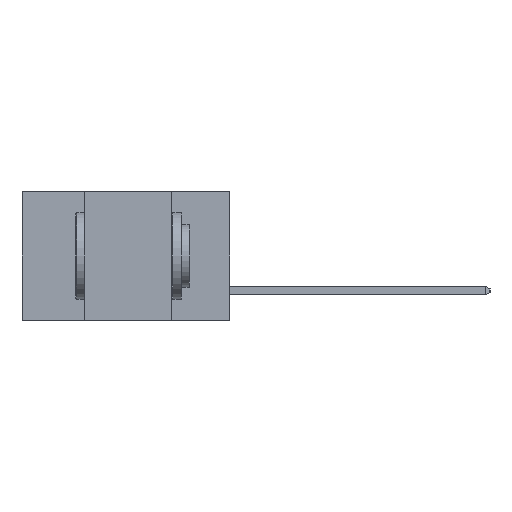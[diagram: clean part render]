
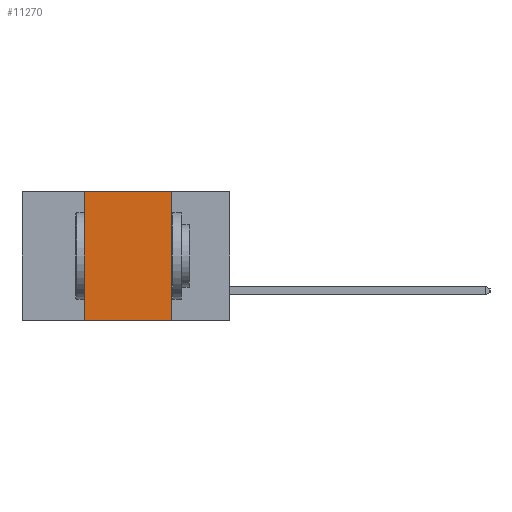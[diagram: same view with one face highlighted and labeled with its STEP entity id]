
A CAD part, left-side view. The second image highlights one B-rep face of the part: STEP entity #11270.
In plain terms, the highlighted planar face has unit normal (-1, 0, 0).
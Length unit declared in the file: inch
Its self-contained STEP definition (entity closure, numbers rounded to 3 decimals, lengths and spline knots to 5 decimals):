
#160 = ORIENTED_EDGE ( 'NONE', *, *, #4220, .F. ) ;
#562 = LINE ( 'NONE', #18291, #7929 ) ;
#1194 = DIRECTION ( 'NONE',  ( 0., 0., -1. ) ) ;
#1200 = DIRECTION ( 'NONE',  ( 1., 0., 0. ) ) ;
#1206 = VERTEX_POINT ( 'NONE', #9417 ) ;
#1234 = CARTESIAN_POINT ( 'NONE',  ( 0., 0.6, 0. ) ) ;
#1240 = PLANE ( 'NONE',  #7986 ) ;
#2081 = ORIENTED_EDGE ( 'NONE', *, *, #9513, .T. ) ;
#2654 = CARTESIAN_POINT ( 'NONE',  ( 0., 0.17, -0.37 ) ) ;
#2770 = VECTOR ( 'NONE', #5923, 39.37008 ) ;
#4185 = DIRECTION ( 'NONE',  ( 0., 0., -1. ) ) ;
#4220 = EDGE_CURVE ( 'NONE', #9057, #1206, #15263, .T. ) ;
#5923 = DIRECTION ( 'NONE',  ( 0., -1., 0. ) ) ;
#6967 = FACE_OUTER_BOUND ( 'NONE', #16298, .T. ) ;
#7200 = VERTEX_POINT ( 'NONE', #15146 ) ;
#7929 = VECTOR ( 'NONE', #17972, 39.37008 ) ;
#7986 = AXIS2_PLACEMENT_3D ( 'NONE', #1234, #1200, #1194 ) ;
#9057 = VERTEX_POINT ( 'NONE', #10896 ) ;
#9417 = CARTESIAN_POINT ( 'NONE',  ( 0., 0.42, 0. ) ) ;
#9513 = EDGE_CURVE ( 'NONE', #9057, #14156, #562, .T. ) ;
#10896 = CARTESIAN_POINT ( 'NONE',  ( 0., 0.42, -0.37 ) ) ;
#11055 = VECTOR ( 'NONE', #4185, 39.37008 ) ;
#11270 = ADVANCED_FACE ( 'NONE', ( #6967 ), #1240, .F. ) ;
#12371 = ORIENTED_EDGE ( 'NONE', *, *, #16096, .F. ) ;
#14073 = LINE ( 'NONE', #14380, #2770 ) ;
#14156 = VERTEX_POINT ( 'NONE', #2654 ) ;
#14344 = ORIENTED_EDGE ( 'NONE', *, *, #15538, .F. ) ;
#14380 = CARTESIAN_POINT ( 'NONE',  ( 0., 0.6, 0. ) ) ;
#15146 = CARTESIAN_POINT ( 'NONE',  ( 0., 0.17, 0. ) ) ;
#15263 = LINE ( 'NONE', #17829, #15690 ) ;
#15538 = EDGE_CURVE ( 'NONE', #1206, #7200, #14073, .T. ) ;
#15690 = VECTOR ( 'NONE', #18029, 39.37008 ) ;
#16096 = EDGE_CURVE ( 'NONE', #7200, #14156, #18194, .T. ) ;
#16298 = EDGE_LOOP ( 'NONE', ( #12371, #14344, #160, #2081 ) ) ;
#17829 = CARTESIAN_POINT ( 'NONE',  ( 0., 0.42, -0.37 ) ) ;
#17972 = DIRECTION ( 'NONE',  ( 0., -1., 0. ) ) ;
#18029 = DIRECTION ( 'NONE',  ( 0., 0., 1. ) ) ;
#18073 = CARTESIAN_POINT ( 'NONE',  ( 0., 0.17, -0.37 ) ) ;
#18194 = LINE ( 'NONE', #18073, #11055 ) ;
#18291 = CARTESIAN_POINT ( 'NONE',  ( 0., 0.6, -0.37 ) ) ;
